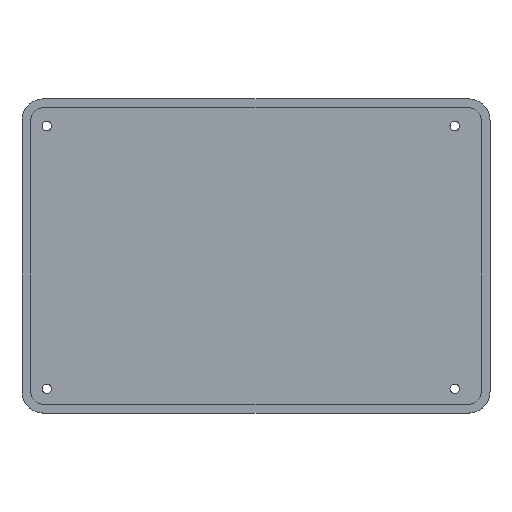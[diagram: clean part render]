
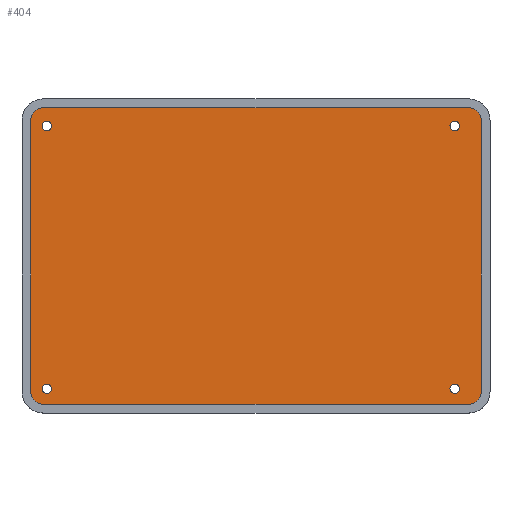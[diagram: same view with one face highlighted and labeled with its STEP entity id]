
A CAD part, top view. The second image highlights one B-rep face of the part: STEP entity #404.
In plain terms, the highlighted planar face has unit normal (0, 0, 1).
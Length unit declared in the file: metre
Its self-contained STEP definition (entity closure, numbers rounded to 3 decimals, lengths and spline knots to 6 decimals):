
#24=LINE('',#632,#56);
#25=LINE('',#637,#57);
#26=LINE('',#641,#58);
#27=LINE('',#645,#59);
#56=VECTOR('',#506,1.);
#57=VECTOR('',#509,1.);
#58=VECTOR('',#512,1.);
#59=VECTOR('',#515,1.);
#88=ORIENTED_EDGE('',*,*,#200,.T.);
#89=ORIENTED_EDGE('',*,*,#201,.F.);
#90=ORIENTED_EDGE('',*,*,#202,.T.);
#91=ORIENTED_EDGE('',*,*,#203,.F.);
#92=ORIENTED_EDGE('',*,*,#204,.T.);
#93=ORIENTED_EDGE('',*,*,#205,.T.);
#94=ORIENTED_EDGE('',*,*,#206,.F.);
#95=ORIENTED_EDGE('',*,*,#207,.T.);
#96=ORIENTED_EDGE('',*,*,#208,.T.);
#97=ORIENTED_EDGE('',*,*,#209,.T.);
#98=ORIENTED_EDGE('',*,*,#210,.T.);
#99=ORIENTED_EDGE('',*,*,#211,.T.);
#200=EDGE_CURVE('',#256,#256,#296,.T.);
#201=EDGE_CURVE('',#257,#257,#297,.T.);
#202=EDGE_CURVE('',#258,#258,#298,.T.);
#203=EDGE_CURVE('',#259,#259,#299,.T.);
#204=EDGE_CURVE('',#260,#261,#24,.T.);
#205=EDGE_CURVE('',#261,#262,#300,.T.);
#206=EDGE_CURVE('',#263,#262,#25,.T.);
#207=EDGE_CURVE('',#263,#264,#301,.T.);
#208=EDGE_CURVE('',#264,#265,#26,.T.);
#209=EDGE_CURVE('',#265,#266,#302,.T.);
#210=EDGE_CURVE('',#266,#267,#27,.T.);
#211=EDGE_CURVE('',#267,#260,#303,.T.);
#256=VERTEX_POINT('',#625);
#257=VERTEX_POINT('',#627);
#258=VERTEX_POINT('',#629);
#259=VERTEX_POINT('',#631);
#260=VERTEX_POINT('',#633);
#261=VERTEX_POINT('',#634);
#262=VERTEX_POINT('',#636);
#263=VERTEX_POINT('',#638);
#264=VERTEX_POINT('',#640);
#265=VERTEX_POINT('',#642);
#266=VERTEX_POINT('',#644);
#267=VERTEX_POINT('',#646);
#296=CIRCLE('',#448,0.0011);
#297=CIRCLE('',#449,0.0011);
#298=CIRCLE('',#450,0.0011);
#299=CIRCLE('',#451,0.0011);
#300=CIRCLE('',#452,0.003);
#301=CIRCLE('',#453,0.003);
#302=CIRCLE('',#454,0.003);
#303=CIRCLE('',#455,0.003);
#320=EDGE_LOOP('',(#88));
#321=EDGE_LOOP('',(#89));
#322=EDGE_LOOP('',(#90));
#323=EDGE_LOOP('',(#91));
#324=EDGE_LOOP('',(#92,#93,#94,#95,#96,#97,#98,#99));
#356=FACE_BOUND('',#320,.T.);
#357=FACE_BOUND('',#321,.T.);
#358=FACE_BOUND('',#322,.T.);
#359=FACE_BOUND('',#323,.T.);
#360=FACE_BOUND('',#324,.T.);
#392=PLANE('',#447);
#404=ADVANCED_FACE('',(#356,#357,#358,#359,#360),#392,.T.);
#447=AXIS2_PLACEMENT_3D('',#623,#496,#497);
#448=AXIS2_PLACEMENT_3D('',#624,#498,#499);
#449=AXIS2_PLACEMENT_3D('',#626,#500,#501);
#450=AXIS2_PLACEMENT_3D('',#628,#502,#503);
#451=AXIS2_PLACEMENT_3D('',#630,#504,#505);
#452=AXIS2_PLACEMENT_3D('',#635,#507,#508);
#453=AXIS2_PLACEMENT_3D('',#639,#510,#511);
#454=AXIS2_PLACEMENT_3D('',#643,#513,#514);
#455=AXIS2_PLACEMENT_3D('',#647,#516,#517);
#496=DIRECTION('',(0.,0.,1.));
#497=DIRECTION('',(1.,0.,0.));
#498=DIRECTION('',(0.,0.,-1.));
#499=DIRECTION('',(1.,0.,0.));
#500=DIRECTION('',(0.,0.,1.));
#501=DIRECTION('',(1.,0.,0.));
#502=DIRECTION('',(0.,0.,-1.));
#503=DIRECTION('',(1.,0.,0.));
#504=DIRECTION('',(0.,0.,1.));
#505=DIRECTION('',(1.,0.,0.));
#506=DIRECTION('',(0.,-1.,0.));
#507=DIRECTION('',(0.,0.,1.));
#508=DIRECTION('',(1.,0.,0.));
#509=DIRECTION('',(-1.,0.,0.));
#510=DIRECTION('',(0.,0.,1.));
#511=DIRECTION('',(1.,0.,0.));
#512=DIRECTION('',(0.,1.,0.));
#513=DIRECTION('',(0.,0.,1.));
#514=DIRECTION('',(1.,0.,0.));
#515=DIRECTION('',(-1.,0.,0.));
#516=DIRECTION('',(0.,0.,1.));
#517=DIRECTION('',(1.,0.,0.));
#623=CARTESIAN_POINT('',(0.,0.,0.001));
#624=CARTESIAN_POINT('',(0.045768,0.029955,0.001));
#625=CARTESIAN_POINT('',(0.046868,0.029955,0.001));
#626=CARTESIAN_POINT('',(-0.048165,0.029955,0.001));
#627=CARTESIAN_POINT('',(-0.047065,0.029955,0.001));
#628=CARTESIAN_POINT('',(0.045768,-0.030575,0.001));
#629=CARTESIAN_POINT('',(0.046868,-0.030575,0.001));
#630=CARTESIAN_POINT('',(-0.048165,-0.030575,0.001));
#631=CARTESIAN_POINT('',(-0.047065,-0.030575,0.001));
#632=CARTESIAN_POINT('',(-0.051885,0.,0.001));
#633=CARTESIAN_POINT('',(-0.051885,0.031175,0.001));
#634=CARTESIAN_POINT('',(-0.051885,-0.031175,0.001));
#635=CARTESIAN_POINT('',(-0.048885,-0.031175,0.001));
#636=CARTESIAN_POINT('',(-0.048885,-0.034175,0.001));
#637=CARTESIAN_POINT('',(0.,-0.034175,0.001));
#638=CARTESIAN_POINT('',(0.048885,-0.034175,0.001));
#639=CARTESIAN_POINT('',(0.048885,-0.031175,0.001));
#640=CARTESIAN_POINT('',(0.051885,-0.031175,0.001));
#641=CARTESIAN_POINT('',(0.051885,0.,0.001));
#642=CARTESIAN_POINT('',(0.051885,0.031175,0.001));
#643=CARTESIAN_POINT('',(0.048885,0.031175,0.001));
#644=CARTESIAN_POINT('',(0.048885,0.034175,0.001));
#645=CARTESIAN_POINT('',(0.,0.034175,0.001));
#646=CARTESIAN_POINT('',(-0.048885,0.034175,0.001));
#647=CARTESIAN_POINT('',(-0.048885,0.031175,0.001));
